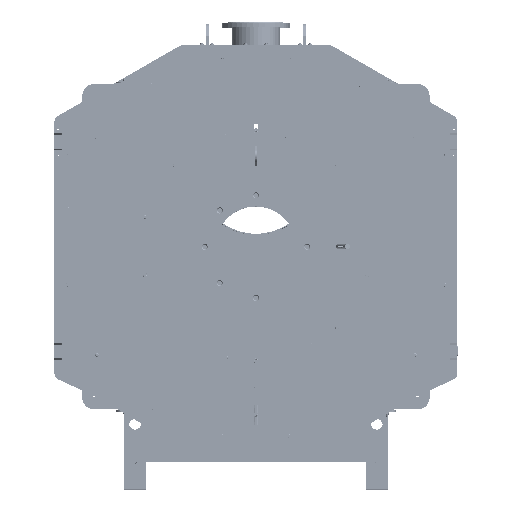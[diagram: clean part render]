
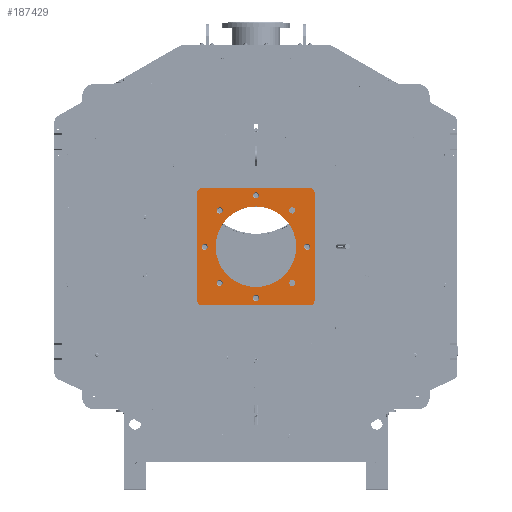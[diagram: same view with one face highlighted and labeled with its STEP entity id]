
A CAD part, top view. The second image highlights one B-rep face of the part: STEP entity #187429.
In plain terms, the highlighted planar face has unit normal (0, 0, 1).
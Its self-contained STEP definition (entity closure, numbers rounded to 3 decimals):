
#3739=FACE_BOUND('',#22964,.T.);
#3740=FACE_BOUND('',#22965,.T.);
#3741=FACE_BOUND('',#22966,.T.);
#3742=FACE_BOUND('',#22967,.T.);
#3743=FACE_BOUND('',#22968,.T.);
#3744=FACE_BOUND('',#22969,.T.);
#3745=FACE_BOUND('',#22970,.T.);
#3746=FACE_BOUND('',#22971,.T.);
#3747=FACE_BOUND('',#22972,.T.);
#6048=PLANE('',#198389);
#12453=FACE_OUTER_BOUND('',#22963,.T.);
#22963=EDGE_LOOP('',(#120629,#120630,#120631,#120632,#120633,#120634,#120635,
#120636));
#22964=EDGE_LOOP('',(#120637));
#22965=EDGE_LOOP('',(#120638));
#22966=EDGE_LOOP('',(#120639));
#22967=EDGE_LOOP('',(#120640));
#22968=EDGE_LOOP('',(#120641));
#22969=EDGE_LOOP('',(#120642));
#22970=EDGE_LOOP('',(#120643));
#22971=EDGE_LOOP('',(#120644));
#22972=EDGE_LOOP('',(#120645));
#35531=LINE('',#276044,#49796);
#35538=LINE('',#276067,#49803);
#35542=LINE('',#276079,#49807);
#35546=LINE('',#276091,#49811);
#49796=VECTOR('',#219862,10.);
#49803=VECTOR('',#219885,10.);
#49807=VECTOR('',#219897,10.);
#49811=VECTOR('',#219909,10.);
#64129=CIRCLE('',#198318,275.);
#64132=CIRCLE('',#198322,30.);
#64134=CIRCLE('',#198326,30.);
#64136=CIRCLE('',#198330,30.);
#64138=CIRCLE('',#198334,30.);
#64144=CIRCLE('',#198342,21.);
#64149=CIRCLE('',#198349,21.);
#64153=CIRCLE('',#198355,21.);
#64158=CIRCLE('',#198362,21.);
#64163=CIRCLE('',#198369,21.);
#64168=CIRCLE('',#198376,21.);
#64173=CIRCLE('',#198383,21.);
#64178=CIRCLE('',#198390,21.);
#74623=VERTEX_POINT('',#276040);
#74625=VERTEX_POINT('',#276043);
#74627=VERTEX_POINT('',#276049);
#74630=VERTEX_POINT('',#276057);
#74633=VERTEX_POINT('',#276064);
#74634=VERTEX_POINT('',#276069);
#74637=VERTEX_POINT('',#276076);
#74638=VERTEX_POINT('',#276081);
#74641=VERTEX_POINT('',#276088);
#74646=VERTEX_POINT('',#276106);
#74651=VERTEX_POINT('',#276120);
#74655=VERTEX_POINT('',#276132);
#74660=VERTEX_POINT('',#276146);
#74665=VERTEX_POINT('',#276160);
#74670=VERTEX_POINT('',#276174);
#74675=VERTEX_POINT('',#276188);
#74680=VERTEX_POINT('',#276202);
#92803=EDGE_CURVE('',#74625,#74623,#35531,.T.);
#92806=EDGE_CURVE('',#74627,#74627,#64129,.T.);
#92810=EDGE_CURVE('',#74625,#74630,#64132,.T.);
#92815=EDGE_CURVE('',#74633,#74630,#35538,.T.);
#92816=EDGE_CURVE('',#74633,#74634,#64134,.T.);
#92821=EDGE_CURVE('',#74637,#74634,#35542,.T.);
#92822=EDGE_CURVE('',#74637,#74638,#64136,.T.);
#92827=EDGE_CURVE('',#74641,#74638,#35546,.T.);
#92828=EDGE_CURVE('',#74641,#74623,#64138,.T.);
#92835=EDGE_CURVE('',#74646,#74646,#64144,.T.);
#92842=EDGE_CURVE('',#74651,#74651,#64149,.T.);
#92848=EDGE_CURVE('',#74655,#74655,#64153,.T.);
#92855=EDGE_CURVE('',#74660,#74660,#64158,.T.);
#92862=EDGE_CURVE('',#74665,#74665,#64163,.T.);
#92869=EDGE_CURVE('',#74670,#74670,#64168,.T.);
#92876=EDGE_CURVE('',#74675,#74675,#64173,.T.);
#92883=EDGE_CURVE('',#74680,#74680,#64178,.T.);
#120629=ORIENTED_EDGE('',*,*,#92828,.F.);
#120630=ORIENTED_EDGE('',*,*,#92827,.T.);
#120631=ORIENTED_EDGE('',*,*,#92822,.F.);
#120632=ORIENTED_EDGE('',*,*,#92821,.T.);
#120633=ORIENTED_EDGE('',*,*,#92816,.F.);
#120634=ORIENTED_EDGE('',*,*,#92815,.T.);
#120635=ORIENTED_EDGE('',*,*,#92810,.F.);
#120636=ORIENTED_EDGE('',*,*,#92803,.T.);
#120637=ORIENTED_EDGE('',*,*,#92876,.F.);
#120638=ORIENTED_EDGE('',*,*,#92862,.F.);
#120639=ORIENTED_EDGE('',*,*,#92848,.F.);
#120640=ORIENTED_EDGE('',*,*,#92835,.F.);
#120641=ORIENTED_EDGE('',*,*,#92806,.T.);
#120642=ORIENTED_EDGE('',*,*,#92842,.F.);
#120643=ORIENTED_EDGE('',*,*,#92855,.F.);
#120644=ORIENTED_EDGE('',*,*,#92869,.F.);
#120645=ORIENTED_EDGE('',*,*,#92883,.F.);
#187429=ADVANCED_FACE('',(#12453,#3739,#3740,#3741,#3742,#3743,#3744,#3745,
#3746,#3747),#6048,.T.);
#198318=AXIS2_PLACEMENT_3D('',#276050,#219867,#219868);
#198322=AXIS2_PLACEMENT_3D('',#276058,#219876,#219877);
#198326=AXIS2_PLACEMENT_3D('',#276070,#219888,#219889);
#198330=AXIS2_PLACEMENT_3D('',#276082,#219900,#219901);
#198334=AXIS2_PLACEMENT_3D('',#276093,#219912,#219913);
#198342=AXIS2_PLACEMENT_3D('',#276107,#219929,#219930);
#198349=AXIS2_PLACEMENT_3D('',#276121,#219945,#219946);
#198355=AXIS2_PLACEMENT_3D('',#276133,#219959,#219960);
#198362=AXIS2_PLACEMENT_3D('',#276147,#219975,#219976);
#198369=AXIS2_PLACEMENT_3D('',#276161,#219991,#219992);
#198376=AXIS2_PLACEMENT_3D('',#276175,#220007,#220008);
#198383=AXIS2_PLACEMENT_3D('',#276189,#220023,#220024);
#198389=AXIS2_PLACEMENT_3D('',#276201,#220037,#220038);
#198390=AXIS2_PLACEMENT_3D('',#276203,#220039,#220040);
#219862=DIRECTION('',(0.,-1.,0.));
#219867=DIRECTION('center_axis',(0.,0.,
-1.));
#219868=DIRECTION('ref_axis',(1.,0.,0.));
#219876=DIRECTION('center_axis',(0.,0.,
-1.));
#219877=DIRECTION('ref_axis',(-0.707,0.707,0.));
#219885=DIRECTION('',(-1.,0.,0.));
#219888=DIRECTION('center_axis',(0.,0.,
-1.));
#219889=DIRECTION('ref_axis',(0.707,0.707,0.));
#219897=DIRECTION('',(0.,1.,0.));
#219900=DIRECTION('center_axis',(0.,0.,
-1.));
#219901=DIRECTION('ref_axis',(0.707,-0.707,0.));
#219909=DIRECTION('',(1.,0.,0.));
#219912=DIRECTION('center_axis',(0.,0.,
-1.));
#219913=DIRECTION('ref_axis',(-0.707,-0.707,0.));
#219929=DIRECTION('center_axis',(0.,0.,
1.));
#219930=DIRECTION('ref_axis',(-1.,0.,0.));
#219945=DIRECTION('center_axis',(0.,0.,
1.));
#219946=DIRECTION('ref_axis',(-0.707,-0.707,0.));
#219959=DIRECTION('center_axis',(0.,0.,
1.));
#219960=DIRECTION('ref_axis',(0.,-1.,0.));
#219975=DIRECTION('center_axis',(0.,0.,
1.));
#219976=DIRECTION('ref_axis',(0.707,-0.707,0.));
#219991=DIRECTION('center_axis',(0.,0.,
1.));
#219992=DIRECTION('ref_axis',(1.,0.,0.));
#220007=DIRECTION('center_axis',(0.,0.,
1.));
#220008=DIRECTION('ref_axis',(0.707,0.707,0.));
#220023=DIRECTION('center_axis',(0.,0.,
1.));
#220024=DIRECTION('ref_axis',(0.,1.,0.));
#220037=DIRECTION('center_axis',(0.,0.,
1.));
#220038=DIRECTION('ref_axis',(0.,-1.,0.));
#220039=DIRECTION('center_axis',(0.,0.,
1.));
#220040=DIRECTION('ref_axis',(-0.707,0.707,0.));
#276040=CARTESIAN_POINT('',(-400.,-370.,7020.));
#276043=CARTESIAN_POINT('',(-400.,370.,7020.));
#276044=CARTESIAN_POINT('',(-400.,400.,7020.));
#276049=CARTESIAN_POINT('',(-275.,0.,7020.));
#276050=CARTESIAN_POINT('Origin',(0.,0.,
7020.));
#276057=CARTESIAN_POINT('',(-370.,400.,7020.));
#276058=CARTESIAN_POINT('Origin',(-370.,370.,7020.));
#276064=CARTESIAN_POINT('',(370.,400.,7020.));
#276067=CARTESIAN_POINT('',(400.,400.,7020.));
#276069=CARTESIAN_POINT('',(400.,370.,7020.));
#276070=CARTESIAN_POINT('Origin',(370.,370.,7020.));
#276076=CARTESIAN_POINT('',(400.,-370.,7020.));
#276079=CARTESIAN_POINT('',(400.,-400.,7020.));
#276081=CARTESIAN_POINT('',(370.,-400.,7020.));
#276082=CARTESIAN_POINT('Origin',(370.,-370.,7020.));
#276088=CARTESIAN_POINT('',(-370.,-400.,7020.));
#276091=CARTESIAN_POINT('',(-400.,-400.,7020.));
#276093=CARTESIAN_POINT('Origin',(-370.,-370.,7020.));
#276106=CARTESIAN_POINT('',(21.,350.,7020.));
#276107=CARTESIAN_POINT('Origin',(0.,350.,
7020.));
#276120=CARTESIAN_POINT('',(-232.638,262.337,7020.));
#276121=CARTESIAN_POINT('Origin',(-247.487,247.487,7020.));
#276132=CARTESIAN_POINT('',(-350.,21.,7020.));
#276133=CARTESIAN_POINT('Origin',(-350.,0.,
7020.));
#276146=CARTESIAN_POINT('',(-262.337,-232.638,7020.));
#276147=CARTESIAN_POINT('Origin',(-247.487,-247.487,7020.));
#276160=CARTESIAN_POINT('',(-21.,-350.,7020.));
#276161=CARTESIAN_POINT('Origin',(0.,-350.,
7020.));
#276174=CARTESIAN_POINT('',(232.638,-262.337,7020.));
#276175=CARTESIAN_POINT('Origin',(247.487,-247.487,7020.));
#276188=CARTESIAN_POINT('',(350.,-21.,7020.));
#276189=CARTESIAN_POINT('Origin',(350.,0.,
7020.));
#276201=CARTESIAN_POINT('Origin',(0.,0.,
7020.));
#276202=CARTESIAN_POINT('',(262.337,232.638,7020.));
#276203=CARTESIAN_POINT('Origin',(247.487,247.487,7020.));
